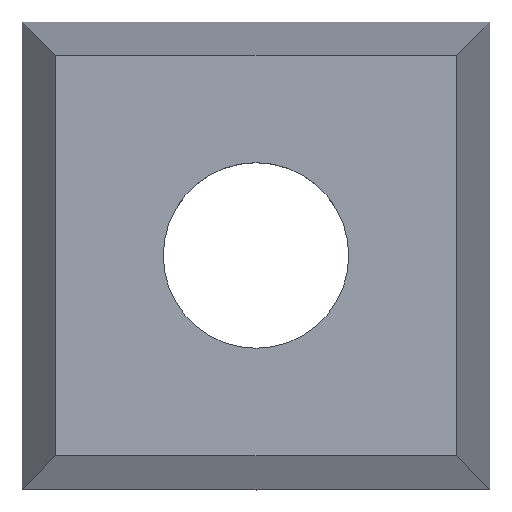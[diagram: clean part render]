
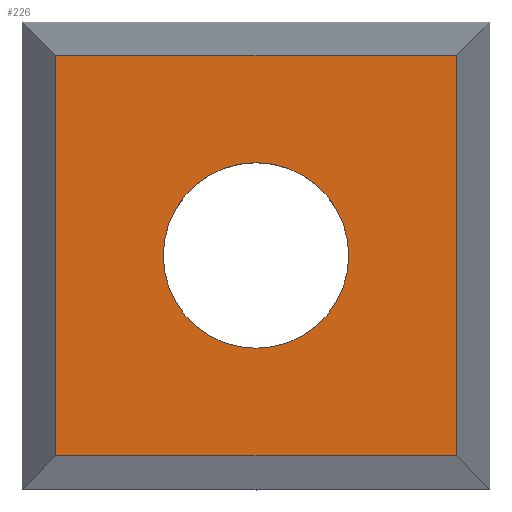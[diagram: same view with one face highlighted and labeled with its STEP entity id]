
A CAD part, top view. The second image highlights one B-rep face of the part: STEP entity #226.
In plain terms, the highlighted planar face has unit normal (0, 0, 1).
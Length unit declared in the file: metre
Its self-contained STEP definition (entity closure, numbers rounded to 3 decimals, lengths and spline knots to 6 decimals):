
#24=LINE('',#384,#40);
#25=LINE('',#387,#41);
#26=LINE('',#389,#42);
#27=LINE('',#391,#43);
#40=VECTOR('',#317,1.);
#41=VECTOR('',#318,1.);
#42=VECTOR('',#319,1.);
#43=VECTOR('',#320,1.);
#66=ORIENTED_EDGE('',*,*,#118,.T.);
#67=ORIENTED_EDGE('',*,*,#119,.T.);
#68=ORIENTED_EDGE('',*,*,#120,.T.);
#69=ORIENTED_EDGE('',*,*,#121,.T.);
#70=ORIENTED_EDGE('',*,*,#122,.F.);
#118=EDGE_CURVE('',#141,#142,#24,.T.);
#119=EDGE_CURVE('',#142,#143,#25,.T.);
#120=EDGE_CURVE('',#143,#144,#26,.T.);
#121=EDGE_CURVE('',#144,#141,#27,.T.);
#122=EDGE_CURVE('',#145,#145,#156,.T.);
#141=VERTEX_POINT('',#385);
#142=VERTEX_POINT('',#386);
#143=VERTEX_POINT('',#388);
#144=VERTEX_POINT('',#390);
#145=VERTEX_POINT('',#393);
#156=CIRCLE('',#264,0.00255);
#169=EDGE_LOOP('',(#66,#67,#68,#69));
#170=EDGE_LOOP('',(#70));
#193=FACE_BOUND('',#169,.T.);
#194=FACE_BOUND('',#170,.T.);
#213=PLANE('',#263);
#226=ADVANCED_FACE('',(#193,#194),#213,.T.);
#263=AXIS2_PLACEMENT_3D('',#383,#315,#316);
#264=AXIS2_PLACEMENT_3D('',#392,#321,#322);
#315=DIRECTION('',(0.,0.,1.));
#316=DIRECTION('',(1.,0.,0.));
#317=DIRECTION('',(-1.,0.,0.));
#318=DIRECTION('',(0.,-1.,0.));
#319=DIRECTION('',(1.,0.,0.));
#320=DIRECTION('',(0.,1.,0.));
#321=DIRECTION('',(0.,0.,1.));
#322=DIRECTION('',(1.,0.,0.));
#383=CARTESIAN_POINT('',(0.,0.,0.0065));
#384=CARTESIAN_POINT('',(0.,0.0055,0.0065));
#385=CARTESIAN_POINT('',(0.0055,0.0055,0.0065));
#386=CARTESIAN_POINT('',(-0.0055,0.0055,0.0065));
#387=CARTESIAN_POINT('',(-0.0055,0.,0.0065));
#388=CARTESIAN_POINT('',(-0.0055,-0.0055,0.0065));
#389=CARTESIAN_POINT('',(0.0065,-0.0055,0.0065));
#390=CARTESIAN_POINT('',(0.0055,-0.0055,0.0065));
#391=CARTESIAN_POINT('',(0.0055,0.0065,0.0065));
#392=CARTESIAN_POINT('',(0.,0.,0.0065));
#393=CARTESIAN_POINT('',(0.00255,0.,0.0065));
